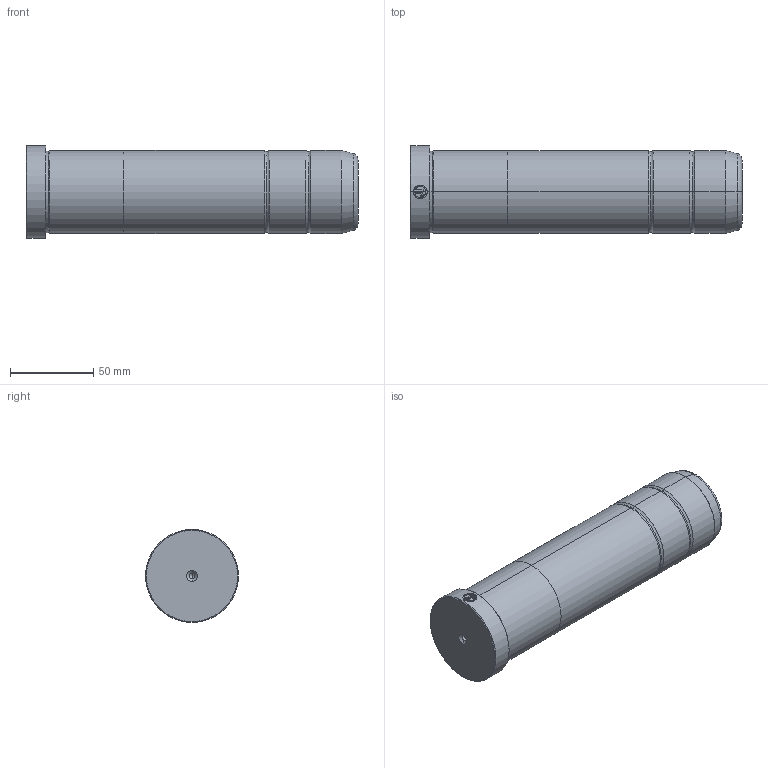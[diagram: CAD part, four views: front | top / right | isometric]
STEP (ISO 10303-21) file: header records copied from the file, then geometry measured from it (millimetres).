
FILE_DESCRIPTION (( 'STEP AP214' ), '1' );
FILE_NAME ('GPA-d50-L200.step', '2021-11-02T06:11:58', ( 'User' ), ( 'china' ), 'SwSTEP 2.0', 'SolidWorks 2016', '' );
FILE_SCHEMA (( 'AUTOMOTIVE_DESIGN' ));
Length unit declared in the file: millimetre
Products named in the file (1): GPA-d50-L200
Bounding box: 200 x 56 x 56 mm (x, y, z)
Volume: 395689.2 mm3; surface area: 36331.2 mm2
Topology: 1 solids, 1 shells, 74 faces, 168 edges, 98 vertices
Faces by surface type: cylinder 29, cone 18, torus 14, plane 13
Entity records: 2328 total; most frequent: CARTESIAN_POINT 661, DIRECTION 360, ORIENTED_EDGE 328, EDGE_CURVE 164, AXIS2_PLACEMENT_3D 149, VERTEX_POINT 98, EDGE_LOOP 80, FACE_OUTER_BOUND 74
